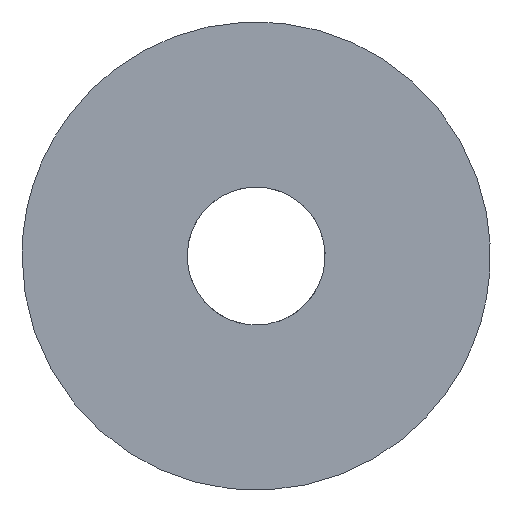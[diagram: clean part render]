
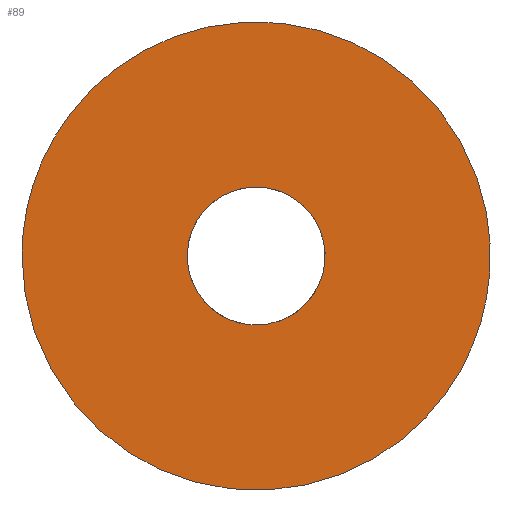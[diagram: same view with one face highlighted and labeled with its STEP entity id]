
A CAD part, front view. The second image highlights one B-rep face of the part: STEP entity #89.
In plain terms, the highlighted planar face has unit normal (0, -1, 0).
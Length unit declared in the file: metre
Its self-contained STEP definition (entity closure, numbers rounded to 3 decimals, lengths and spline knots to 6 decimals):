
#20=EDGE_CURVE('',#21,#21,#23,.T.);
#21=VERTEX_POINT('',#22);
#22=CARTESIAN_POINT('',(-0.009,0.0,0.0));
#23=(B_SPLINE_CURVE(3,(#24,#25,#26,#27,#28,#29,#30),.UNSPECIFIED.,.T.,.U.)B_SPLINE_CURVE_WITH_KNOTS(
  (4,3,4),(0.0,0.5,1.0),.UNSPECIFIED.)BOUNDED_CURVE()CURVE()GEOMETRIC_REPRESENTATION_ITEM(
  )RATIONAL_B_SPLINE_CURVE((1.0,0.333,0.333,1.0,
  0.333,0.333,1.0))REPRESENTATION_ITEM(''));
#24=CARTESIAN_POINT('',(-0.009,0.0,0.0));
#25=CARTESIAN_POINT('',(-0.009,0.0,-0.018));
#26=CARTESIAN_POINT('',(0.009,0.0,-0.018));
#27=CARTESIAN_POINT('',(0.009,0.0,-0.0));
#28=CARTESIAN_POINT('',(0.009,0.0,0.018));
#29=CARTESIAN_POINT('',(-0.009,0.0,0.018));
#30=CARTESIAN_POINT('',(-0.009,0.0,0.0));
#89=ADVANCED_FACE('',(#96,#109),#90,.T.);
#90=PLANE('',#91);
#91=AXIS2_PLACEMENT_3D('',#92,#93,#94);
#92=CARTESIAN_POINT('',(0.0,0.0,0.0));
#93=DIRECTION('',(0.0,-1.0,0.0));
#94=DIRECTION('',(0.0,0.0,1.0));
#95=CARTESIAN_POINT('',(0.0,0.0,-0.00265));
#96=FACE_BOUND('',#97,.T.);
#97=EDGE_LOOP('',(#98));
#98=ORIENTED_EDGE('',*,*,#99,.T.);
#99=EDGE_CURVE('',#100,#100,#102,.F.);
#100=VERTEX_POINT('fictive',#101);
#101=CARTESIAN_POINT('',(0.0,0.0,-0.00265));
#102=(B_SPLINE_CURVE(3,(#95,#103,#104,#105,#106,#107,#108),.UNSPECIFIED.,
  .T.,.U.)B_SPLINE_CURVE_WITH_KNOTS((4,3,4),(0.0,0.5,1.0),.UNSPECIFIED.)BOUNDED_CURVE(
  )CURVE()GEOMETRIC_REPRESENTATION_ITEM()RATIONAL_B_SPLINE_CURVE((1.0,
  0.333,0.333,1.0,0.333,
  0.333,1.0))REPRESENTATION_ITEM(''));
#103=CARTESIAN_POINT('',(0.0053,0.0,-0.00265));
#104=CARTESIAN_POINT('',(0.0053,0.0,0.00265));
#105=CARTESIAN_POINT('',(0.0,0.0,0.00265));
#106=CARTESIAN_POINT('',(-0.0053,0.0,0.00265));
#107=CARTESIAN_POINT('',(-0.0053,0.0,-0.00265));
#108=CARTESIAN_POINT('',(0.0,0.0,-0.00265));
#109=FACE_OUTER_BOUND('',#110,.T.);
#110=EDGE_LOOP('',(#111));
#111=ORIENTED_EDGE('',*,*,#20,.T.);
